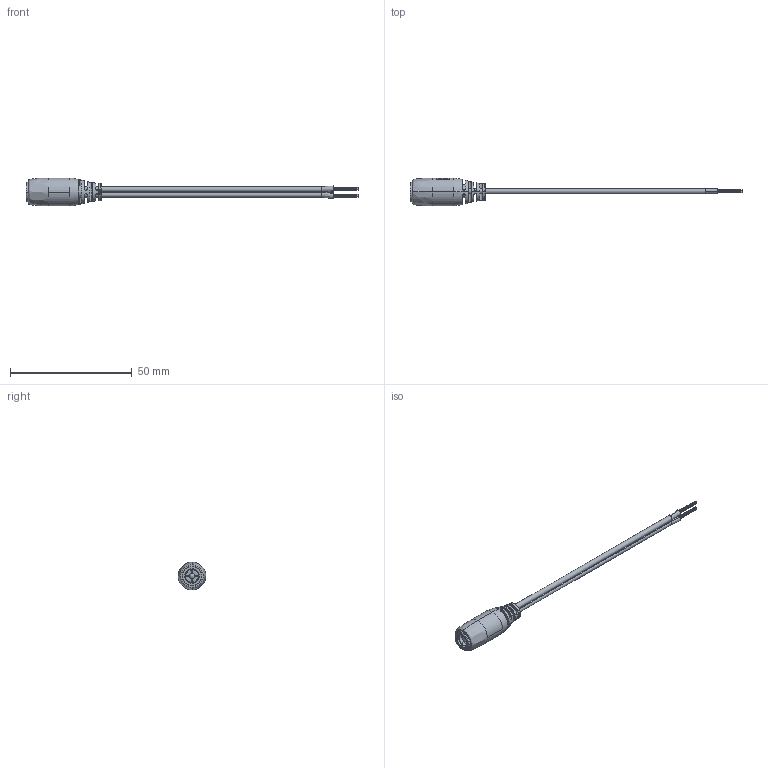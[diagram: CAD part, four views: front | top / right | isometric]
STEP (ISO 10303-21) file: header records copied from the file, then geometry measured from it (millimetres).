
FILE_DESCRIPTION (( 'STEP AP214' ), '1' );
FILE_NAME ('10-01777_revA1.STEP', '2016-04-06T23:36:14', ( 'Joel' ), ( 'Microsoft' ), 'SwSTEP 2.0', 'SolidWorks 2015', '' );
FILE_SCHEMA (( 'AUTOMOTIVE_DESIGN' ));
Length unit declared in the file: millimetre
Products named in the file (8): 50-00027; 50-00027 contact; 50-00027 pin; 50-00027 insulator; 50-00027 shell; 30-00415_s+t; 24-00004; 10-01777_revA1
Assembly tree (7 placements, depth 3):
  10-01777_revA1
    24-00004
    30-00415_s+t
    50-00027
      50-00027 shell
      50-00027 insulator
      50-00027 pin
      50-00027 contact
Bounding box: 136.56 x 11.4 x 11.4 mm (x, y, z)
Volume: 3087.5 mm3; surface area: 10417.2 mm2
Topology: 125 solids, 125 shells, 959 faces, 1877 edges, 1220 vertices
Faces by surface type: cylinder 423, plane 366, bspline 116, torus 37, cone 17
Entity records: 36914 total; most frequent: CARTESIAN_POINT 9062, DIRECTION 4165, ORIENTED_EDGE 3750, EDGE_CURVE 1875, AXIS2_PLACEMENT_3D 1828, VERTEX_POINT 1220, EDGE_LOOP 1043, CIRCLE 974
